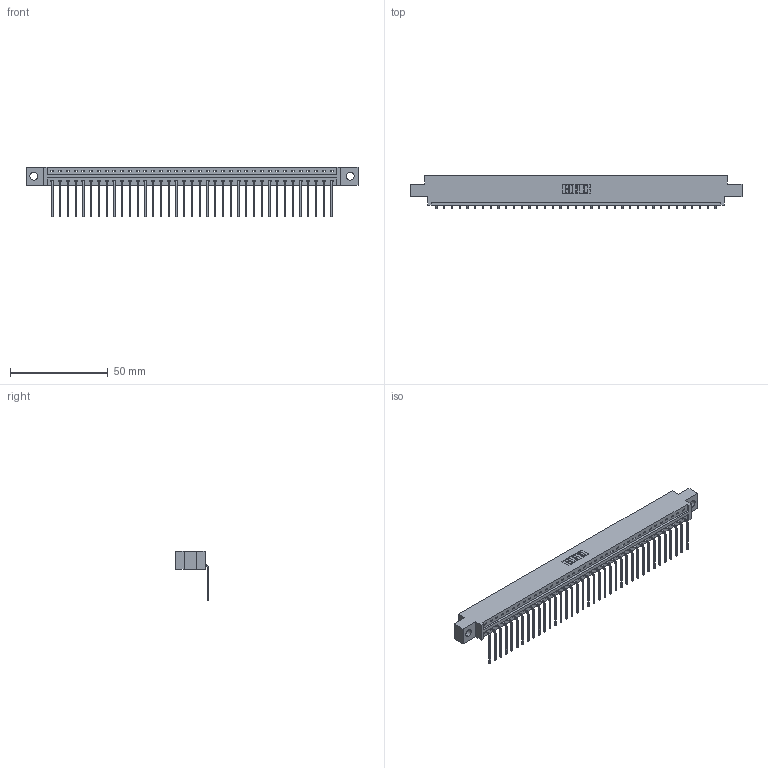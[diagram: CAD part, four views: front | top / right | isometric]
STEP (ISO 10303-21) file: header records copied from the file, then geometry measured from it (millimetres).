
FILE_DESCRIPTION (( 'STEP AP203' ), '1' );
FILE_NAME ('337-037-559-604.STEP', '2019-10-01T16:11:06', ( '' ), ( '' ), 'SwSTEP 2.0', 'SolidWorks 2016', '' );
FILE_SCHEMA (( 'CONFIG_CONTROL_DESIGN' ));
Length unit declared in the file: inch
Products named in the file (3): 337 Part_0.170 Offset - 0.156 Dia-TH; 345-292-001_558 559 Tail - 1; 337-037-559-604
Assembly tree (38 placements, depth 2):
  337-037-559-604
    337 Part_0.170 Offset - 0.156 Dia-TH
    345-292-001_558 559 Tail - 1  x37
Bounding box: 169.62 x 17.09 x 25.53 mm (x, y, z)
Volume: 17484.6 mm3; surface area: 18689.1 mm2
Topology: 38 solids, 38 shells, 2486 faces, 7501 edges, 4950 vertices
Faces by surface type: plane 1850, cylinder 636
Entity records: 28369 total; most frequent: CARTESIAN_POINT 4949, ORIENTED_EDGE 4922, DIRECTION 4175, EDGE_CURVE 2461, LINE 2333, VECTOR 2333, VERTEX_POINT 1638, AXIS2_PLACEMENT_3D 921
